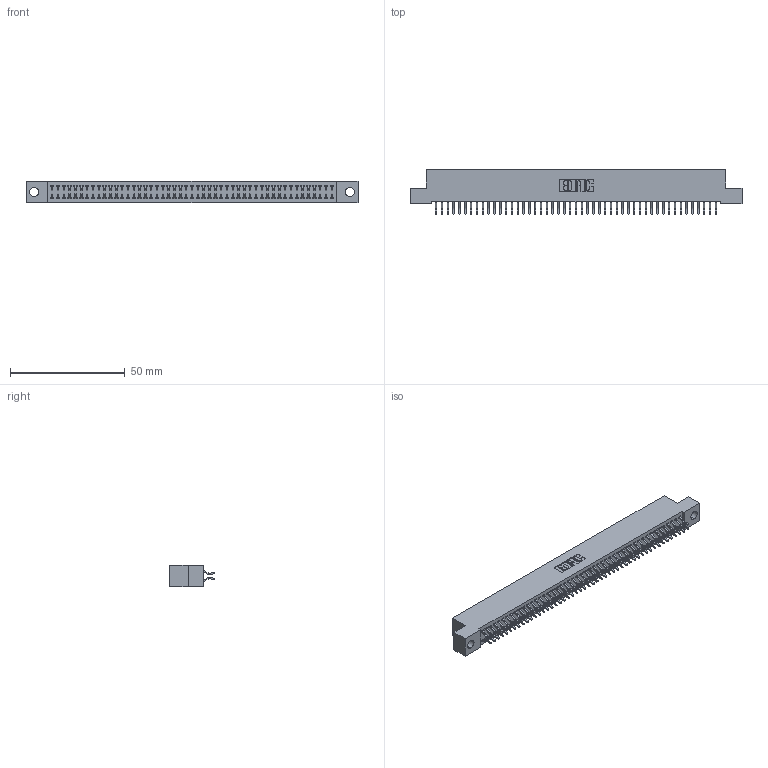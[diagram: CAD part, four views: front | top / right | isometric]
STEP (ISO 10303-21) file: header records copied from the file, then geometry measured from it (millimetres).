
FILE_DESCRIPTION (( 'STEP AP203' ), '1' );
FILE_NAME ('342-098-556-204.STEP', '2019-10-04T16:56:12', ( '' ), ( '' ), 'SwSTEP 2.0', 'SolidWorks 2016', '' );
FILE_SCHEMA (( 'CONFIG_CONTROL_DESIGN' ));
Length unit declared in the file: inch
Products named in the file (3): 342 Part_.156 TH; 345-292-001_556 Tail; 342-098-556-204
Assembly tree (99 placements, depth 2):
  342-098-556-204
    342 Part_.156 TH
    345-292-001_556 Tail  x98
Bounding box: 144.78 x 19.58 x 9.4 mm (x, y, z)
Volume: 12952.1 mm3; surface area: 20984.4 mm2
Topology: 99 solids, 99 shells, 5794 faces, 17253 edges, 11370 vertices
Faces by surface type: plane 3986, cylinder 1808
Entity records: 30709 total; most frequent: CARTESIAN_POINT 5094, ORIENTED_EDGE 5018, DIRECTION 4329, EDGE_CURVE 2509, LINE 2373, VECTOR 2373, VERTEX_POINT 1670, AXIS2_PLACEMENT_3D 978
